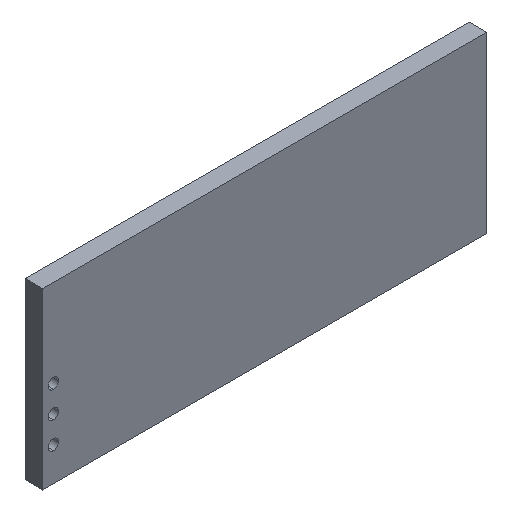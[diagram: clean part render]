
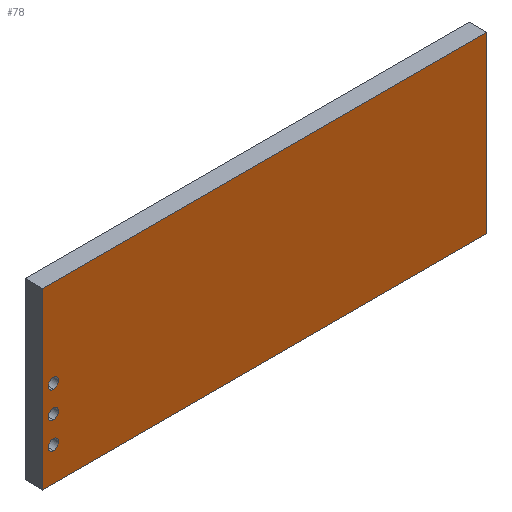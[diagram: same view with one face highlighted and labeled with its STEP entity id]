
A CAD part, isometric view. The second image highlights one B-rep face of the part: STEP entity #78.
In plain terms, the highlighted planar face has unit normal (0, -1, 0).
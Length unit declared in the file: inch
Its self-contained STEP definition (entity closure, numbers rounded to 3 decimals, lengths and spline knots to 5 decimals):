
#7 = ORIENTED_EDGE ( 'NONE', *, *, #276, .T. ) ;
#11 = PLANE ( 'NONE',  #394 ) ;
#17 = CARTESIAN_POINT ( 'NONE',  ( -0.83675, 0., -0.3285 ) ) ;
#19 = CARTESIAN_POINT ( 'NONE',  ( 0.83675, 0., 0.3285 ) ) ;
#29 = VERTEX_POINT ( 'NONE', #218 ) ;
#32 = VERTEX_POINT ( 'NONE', #40 ) ;
#37 = EDGE_LOOP ( 'NONE', ( #7, #341 ) ) ;
#40 = CARTESIAN_POINT ( 'NONE',  ( -0.79738, 0., -0.08031 ) ) ;
#41 = VECTOR ( 'NONE', #174, 39.37008 ) ;
#42 = EDGE_CURVE ( 'NONE', #32, #221, #397, .T. ) ;
#49 = AXIS2_PLACEMENT_3D ( 'NONE', #433, #217, #220 ) ;
#58 = DIRECTION ( 'NONE',  ( 0., 0., 1. ) ) ;
#60 = DIRECTION ( 'NONE',  ( 0., 0., 1. ) ) ;
#61 = FACE_BOUND ( 'NONE', #415, .T. ) ;
#63 = CARTESIAN_POINT ( 'NONE',  ( -0.79738, 0., -0.11969 ) ) ;
#66 = VECTOR ( 'NONE', #168, 39.37008 ) ;
#75 = EDGE_CURVE ( 'NONE', #245, #154, #386, .T. ) ;
#78 = ADVANCED_FACE ( 'NONE', ( #186, #272, #148, #61 ), #11, .T. ) ;
#88 = CARTESIAN_POINT ( 'NONE',  ( -0.79738, 0., 0.01969 ) ) ;
#92 = DIRECTION ( 'NONE',  ( 0., -1., 0. ) ) ;
#94 = DIRECTION ( 'NONE',  ( 0., 1., 0. ) ) ;
#104 = AXIS2_PLACEMENT_3D ( 'NONE', #301, #164, #379 ) ;
#105 = CIRCLE ( 'NONE', #372, 0.01969 ) ;
#106 = ORIENTED_EDGE ( 'NONE', *, *, #353, .F. ) ;
#114 = LINE ( 'NONE', #235, #66 ) ;
#125 = CIRCLE ( 'NONE', #225, 0.01969 ) ;
#127 = CARTESIAN_POINT ( 'NONE',  ( 0.83675, 0., 0.3285 ) ) ;
#140 = ORIENTED_EDGE ( 'NONE', *, *, #191, .F. ) ;
#142 = VERTEX_POINT ( 'NONE', #88 ) ;
#148 = FACE_BOUND ( 'NONE', #37, .T. ) ;
#154 = VERTEX_POINT ( 'NONE', #159 ) ;
#159 = CARTESIAN_POINT ( 'NONE',  ( -0.83675, 0., -0.3285 ) ) ;
#160 = EDGE_CURVE ( 'NONE', #282, #291, #374, .T. ) ;
#162 = DIRECTION ( 'NONE',  ( -1., 0., 0. ) ) ;
#164 = DIRECTION ( 'NONE',  ( 0., 1., 0. ) ) ;
#168 = DIRECTION ( 'NONE',  ( 1., 0., 0. ) ) ;
#173 = VECTOR ( 'NONE', #404, 39.37008 ) ;
#174 = DIRECTION ( 'NONE',  ( 0., 0., 1. ) ) ;
#176 = ORIENTED_EDGE ( 'NONE', *, *, #75, .F. ) ;
#186 = FACE_BOUND ( 'NONE', #375, .T. ) ;
#189 = AXIS2_PLACEMENT_3D ( 'NONE', #300, #94, #443 ) ;
#191 = EDGE_CURVE ( 'NONE', #211, #283, #114, .T. ) ;
#201 = DIRECTION ( 'NONE',  ( 0., 1., 0. ) ) ;
#211 = VERTEX_POINT ( 'NONE', #270 ) ;
#212 = EDGE_CURVE ( 'NONE', #221, #32, #125, .T. ) ;
#215 = ORIENTED_EDGE ( 'NONE', *, *, #229, .T. ) ;
#217 = DIRECTION ( 'NONE',  ( 0., 1., 0. ) ) ;
#218 = CARTESIAN_POINT ( 'NONE',  ( -0.79738, 0., -0.01969 ) ) ;
#220 = DIRECTION ( 'NONE',  ( 0., 0., 1. ) ) ;
#221 = VERTEX_POINT ( 'NONE', #63 ) ;
#225 = AXIS2_PLACEMENT_3D ( 'NONE', #299, #412, #337 ) ;
#227 = DIRECTION ( 'NONE',  ( 0., 1., 0. ) ) ;
#229 = EDGE_CURVE ( 'NONE', #291, #282, #357, .T. ) ;
#232 = CARTESIAN_POINT ( 'NONE',  ( -0.79738, 0., -0.18031 ) ) ;
#235 = CARTESIAN_POINT ( 'NONE',  ( -0.83675, 0., 0.3285 ) ) ;
#245 = VERTEX_POINT ( 'NONE', #452 ) ;
#247 = ORIENTED_EDGE ( 'NONE', *, *, #212, .T. ) ;
#254 = LINE ( 'NONE', #347, #41 ) ;
#270 = CARTESIAN_POINT ( 'NONE',  ( -0.83675, 0., 0.3285 ) ) ;
#272 = FACE_OUTER_BOUND ( 'NONE', #450, .T. ) ;
#274 = AXIS2_PLACEMENT_3D ( 'NONE', #417, #201, #58 ) ;
#276 = EDGE_CURVE ( 'NONE', #29, #142, #361, .T. ) ;
#282 = VERTEX_POINT ( 'NONE', #410 ) ;
#283 = VERTEX_POINT ( 'NONE', #19 ) ;
#287 = ORIENTED_EDGE ( 'NONE', *, *, #458, .F. ) ;
#291 = VERTEX_POINT ( 'NONE', #232 ) ;
#294 = VECTOR ( 'NONE', #162, 39.37008 ) ;
#295 = CARTESIAN_POINT ( 'NONE',  ( 0., 0., 0. ) ) ;
#299 = CARTESIAN_POINT ( 'NONE',  ( -0.79738, 0., -0.1 ) ) ;
#300 = CARTESIAN_POINT ( 'NONE',  ( -0.79738, 0., 0. ) ) ;
#301 = CARTESIAN_POINT ( 'NONE',  ( -0.79738, 0., -0.2 ) ) ;
#302 = EDGE_CURVE ( 'NONE', #142, #29, #105, .T. ) ;
#325 = ORIENTED_EDGE ( 'NONE', *, *, #160, .T. ) ;
#337 = DIRECTION ( 'NONE',  ( 0., 0., 1. ) ) ;
#341 = ORIENTED_EDGE ( 'NONE', *, *, #302, .T. ) ;
#347 = CARTESIAN_POINT ( 'NONE',  ( -0.83675, 0., 0.3285 ) ) ;
#353 = EDGE_CURVE ( 'NONE', #283, #245, #459, .T. ) ;
#357 = CIRCLE ( 'NONE', #104, 0.01969 ) ;
#361 = CIRCLE ( 'NONE', #189, 0.01969 ) ;
#372 = AXIS2_PLACEMENT_3D ( 'NONE', #442, #227, #60 ) ;
#374 = CIRCLE ( 'NONE', #274, 0.01969 ) ;
#375 = EDGE_LOOP ( 'NONE', ( #247, #430 ) ) ;
#379 = DIRECTION ( 'NONE',  ( 0., 0., 1. ) ) ;
#386 = LINE ( 'NONE', #17, #294 ) ;
#394 = AXIS2_PLACEMENT_3D ( 'NONE', #295, #92, #403 ) ;
#397 = CIRCLE ( 'NONE', #49, 0.01969 ) ;
#403 = DIRECTION ( 'NONE',  ( 0., 0., -1. ) ) ;
#404 = DIRECTION ( 'NONE',  ( 0., 0., -1. ) ) ;
#410 = CARTESIAN_POINT ( 'NONE',  ( -0.79738, 0., -0.21969 ) ) ;
#412 = DIRECTION ( 'NONE',  ( 0., 1., 0. ) ) ;
#415 = EDGE_LOOP ( 'NONE', ( #325, #215 ) ) ;
#417 = CARTESIAN_POINT ( 'NONE',  ( -0.79738, 0., -0.2 ) ) ;
#430 = ORIENTED_EDGE ( 'NONE', *, *, #42, .T. ) ;
#433 = CARTESIAN_POINT ( 'NONE',  ( -0.79738, 0., -0.1 ) ) ;
#442 = CARTESIAN_POINT ( 'NONE',  ( -0.79738, 0., 0. ) ) ;
#443 = DIRECTION ( 'NONE',  ( 0., 0., 1. ) ) ;
#450 = EDGE_LOOP ( 'NONE', ( #106, #140, #287, #176 ) ) ;
#452 = CARTESIAN_POINT ( 'NONE',  ( 0.83675, 0., -0.3285 ) ) ;
#458 = EDGE_CURVE ( 'NONE', #154, #211, #254, .T. ) ;
#459 = LINE ( 'NONE', #127, #173 ) ;
